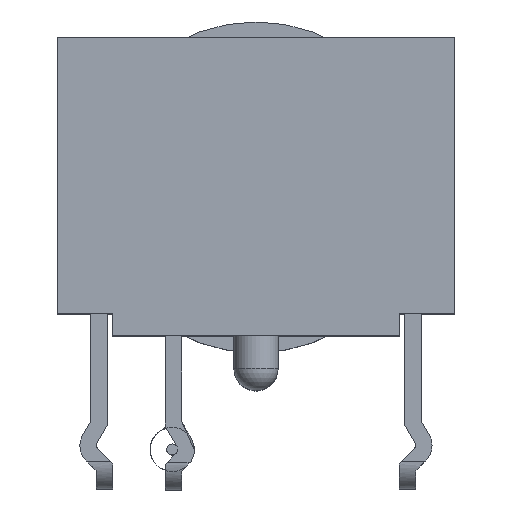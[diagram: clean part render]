
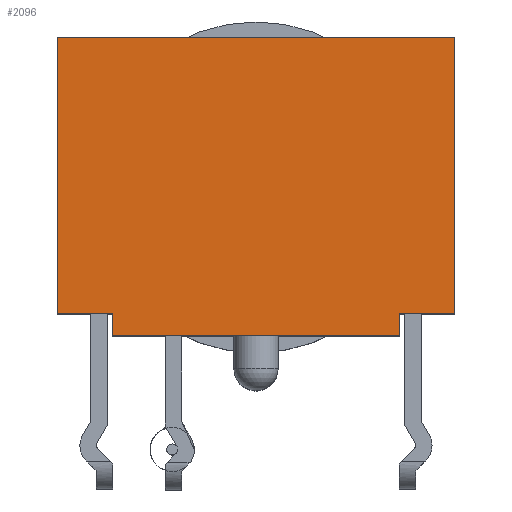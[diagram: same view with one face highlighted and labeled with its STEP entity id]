
A CAD part, top view. The second image highlights one B-rep face of the part: STEP entity #2096.
In plain terms, the highlighted planar face has unit normal (0, 0, 1).
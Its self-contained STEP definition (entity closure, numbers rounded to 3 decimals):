
#1024 = PLANE('',#1025);
#1025 = AXIS2_PLACEMENT_3D('',#1026,#1027,#1028);
#1026 = CARTESIAN_POINT('',(2.6,-2.7,14.));
#1027 = DIRECTION('',(0.,1.,0.));
#1028 = DIRECTION('',(-1.,0.,0.));
#1349 = VERTEX_POINT('',#1350);
#1350 = CARTESIAN_POINT('',(-2.6,-2.7,14.));
#1366 = PLANE('',#1367);
#1367 = AXIS2_PLACEMENT_3D('',#1368,#1369,#1370);
#1368 = CARTESIAN_POINT('',(-2.6,-2.3,14.));
#1369 = DIRECTION('',(1.,0.,0.));
#1370 = DIRECTION('',(0.,0.,-1.));
#1402 = VERTEX_POINT('',#1403);
#1403 = CARTESIAN_POINT('',(2.6,-2.7,14.));
#1417 = PLANE('',#1418);
#1418 = AXIS2_PLACEMENT_3D('',#1419,#1420,#1421);
#1419 = CARTESIAN_POINT('',(2.6,-2.3,14.));
#1420 = DIRECTION('',(-1.,0.,0.));
#1421 = DIRECTION('',(0.,-1.,0.));
#1429 = EDGE_CURVE('',#1349,#1402,#1430,.T.);
#1430 = SURFACE_CURVE('',#1431,(#1435,#1442),.PCURVE_S1.);
#1431 = LINE('',#1432,#1433);
#1432 = CARTESIAN_POINT('',(2.6,-2.7,14.));
#1433 = VECTOR('',#1434,1.);
#1434 = DIRECTION('',(1.,0.,0.));
#1435 = PCURVE('',#1024,#1436);
#1436 = DEFINITIONAL_REPRESENTATION('',(#1437),#1441);
#1437 = LINE('',#1438,#1439);
#1438 = CARTESIAN_POINT('',(0.,0.));
#1439 = VECTOR('',#1440,1.);
#1440 = DIRECTION('',(-1.,0.));
#1441 = ( GEOMETRIC_REPRESENTATION_CONTEXT(2) 
PARAMETRIC_REPRESENTATION_CONTEXT() REPRESENTATION_CONTEXT('2D SPACE',''
  ) );
#1442 = PCURVE('',#1443,#1448);
#1443 = PLANE('',#1444);
#1444 = AXIS2_PLACEMENT_3D('',#1445,#1446,#1447);
#1445 = CARTESIAN_POINT('',(0.,0.,14.));
#1446 = DIRECTION('',(0.,0.,-1.));
#1447 = DIRECTION('',(-1.,0.,0.));
#1448 = DEFINITIONAL_REPRESENTATION('',(#1449),#1453);
#1449 = LINE('',#1450,#1451);
#1450 = CARTESIAN_POINT('',(-2.6,-2.7));
#1451 = VECTOR('',#1452,1.);
#1452 = DIRECTION('',(-1.,0.));
#1453 = ( GEOMETRIC_REPRESENTATION_CONTEXT(2) 
PARAMETRIC_REPRESENTATION_CONTEXT() REPRESENTATION_CONTEXT('2D SPACE',''
  ) );
#2096 = ADVANCED_FACE('',(#2097),#1443,.F.);
#2097 = FACE_BOUND('',#2098,.T.);
#2098 = EDGE_LOOP('',(#2099,#2129,#2157,#2185,#2213,#2234,#2235,#2258));
#2099 = ORIENTED_EDGE('',*,*,#2100,.T.);
#2100 = EDGE_CURVE('',#2101,#2103,#2105,.T.);
#2101 = VERTEX_POINT('',#2102);
#2102 = CARTESIAN_POINT('',(3.6,-2.3,14.));
#2103 = VERTEX_POINT('',#2104);
#2104 = CARTESIAN_POINT('',(3.6,2.7,14.));
#2105 = SURFACE_CURVE('',#2106,(#2110,#2117),.PCURVE_S1.);
#2106 = LINE('',#2107,#2108);
#2107 = CARTESIAN_POINT('',(3.6,2.7,14.));
#2108 = VECTOR('',#2109,1.);
#2109 = DIRECTION('',(0.,1.,0.));
#2110 = PCURVE('',#1443,#2111);
#2111 = DEFINITIONAL_REPRESENTATION('',(#2112),#2116);
#2112 = LINE('',#2113,#2114);
#2113 = CARTESIAN_POINT('',(-3.6,2.7));
#2114 = VECTOR('',#2115,1.);
#2115 = DIRECTION('',(0.,1.));
#2116 = ( GEOMETRIC_REPRESENTATION_CONTEXT(2) 
PARAMETRIC_REPRESENTATION_CONTEXT() REPRESENTATION_CONTEXT('2D SPACE',''
  ) );
#2117 = PCURVE('',#2118,#2123);
#2118 = PLANE('',#2119);
#2119 = AXIS2_PLACEMENT_3D('',#2120,#2121,#2122);
#2120 = CARTESIAN_POINT('',(3.6,2.7,14.));
#2121 = DIRECTION('',(-1.,0.,0.));
#2122 = DIRECTION('',(0.,-1.,0.));
#2123 = DEFINITIONAL_REPRESENTATION('',(#2124),#2128);
#2124 = LINE('',#2125,#2126);
#2125 = CARTESIAN_POINT('',(0.,0.));
#2126 = VECTOR('',#2127,1.);
#2127 = DIRECTION('',(-1.,0.));
#2128 = ( GEOMETRIC_REPRESENTATION_CONTEXT(2) 
PARAMETRIC_REPRESENTATION_CONTEXT() REPRESENTATION_CONTEXT('2D SPACE',''
  ) );
#2129 = ORIENTED_EDGE('',*,*,#2130,.T.);
#2130 = EDGE_CURVE('',#2103,#2131,#2133,.T.);
#2131 = VERTEX_POINT('',#2132);
#2132 = CARTESIAN_POINT('',(-3.6,2.7,14.));
#2133 = SURFACE_CURVE('',#2134,(#2138,#2145),.PCURVE_S1.);
#2134 = LINE('',#2135,#2136);
#2135 = CARTESIAN_POINT('',(3.6,2.7,14.));
#2136 = VECTOR('',#2137,1.);
#2137 = DIRECTION('',(-1.,0.,0.));
#2138 = PCURVE('',#1443,#2139);
#2139 = DEFINITIONAL_REPRESENTATION('',(#2140),#2144);
#2140 = LINE('',#2141,#2142);
#2141 = CARTESIAN_POINT('',(-3.6,2.7));
#2142 = VECTOR('',#2143,1.);
#2143 = DIRECTION('',(1.,0.));
#2144 = ( GEOMETRIC_REPRESENTATION_CONTEXT(2) 
PARAMETRIC_REPRESENTATION_CONTEXT() REPRESENTATION_CONTEXT('2D SPACE',''
  ) );
#2145 = PCURVE('',#2146,#2151);
#2146 = PLANE('',#2147);
#2147 = AXIS2_PLACEMENT_3D('',#2148,#2149,#2150);
#2148 = CARTESIAN_POINT('',(3.6,2.7,14.));
#2149 = DIRECTION('',(0.,-1.,0.));
#2150 = DIRECTION('',(1.,0.,0.));
#2151 = DEFINITIONAL_REPRESENTATION('',(#2152),#2156);
#2152 = LINE('',#2153,#2154);
#2153 = CARTESIAN_POINT('',(0.,0.));
#2154 = VECTOR('',#2155,1.);
#2155 = DIRECTION('',(-1.,0.));
#2156 = ( GEOMETRIC_REPRESENTATION_CONTEXT(2) 
PARAMETRIC_REPRESENTATION_CONTEXT() REPRESENTATION_CONTEXT('2D SPACE',''
  ) );
#2157 = ORIENTED_EDGE('',*,*,#2158,.T.);
#2158 = EDGE_CURVE('',#2131,#2159,#2161,.T.);
#2159 = VERTEX_POINT('',#2160);
#2160 = CARTESIAN_POINT('',(-3.6,-2.3,14.));
#2161 = SURFACE_CURVE('',#2162,(#2166,#2173),.PCURVE_S1.);
#2162 = LINE('',#2163,#2164);
#2163 = CARTESIAN_POINT('',(-3.6,2.7,14.));
#2164 = VECTOR('',#2165,1.);
#2165 = DIRECTION('',(0.,-1.,0.));
#2166 = PCURVE('',#1443,#2167);
#2167 = DEFINITIONAL_REPRESENTATION('',(#2168),#2172);
#2168 = LINE('',#2169,#2170);
#2169 = CARTESIAN_POINT('',(3.6,2.7));
#2170 = VECTOR('',#2171,1.);
#2171 = DIRECTION('',(-0.,-1.));
#2172 = ( GEOMETRIC_REPRESENTATION_CONTEXT(2) 
PARAMETRIC_REPRESENTATION_CONTEXT() REPRESENTATION_CONTEXT('2D SPACE',''
  ) );
#2173 = PCURVE('',#2174,#2179);
#2174 = PLANE('',#2175);
#2175 = AXIS2_PLACEMENT_3D('',#2176,#2177,#2178);
#2176 = CARTESIAN_POINT('',(-3.6,2.7,14.));
#2177 = DIRECTION('',(1.,0.,0.));
#2178 = DIRECTION('',(0.,0.,-1.));
#2179 = DEFINITIONAL_REPRESENTATION('',(#2180),#2184);
#2180 = LINE('',#2181,#2182);
#2181 = CARTESIAN_POINT('',(0.,0.));
#2182 = VECTOR('',#2183,1.);
#2183 = DIRECTION('',(-0.,-1.));
#2184 = ( GEOMETRIC_REPRESENTATION_CONTEXT(2) 
PARAMETRIC_REPRESENTATION_CONTEXT() REPRESENTATION_CONTEXT('2D SPACE',''
  ) );
#2185 = ORIENTED_EDGE('',*,*,#2186,.T.);
#2186 = EDGE_CURVE('',#2159,#2187,#2189,.T.);
#2187 = VERTEX_POINT('',#2188);
#2188 = CARTESIAN_POINT('',(-2.6,-2.3,14.));
#2189 = SURFACE_CURVE('',#2190,(#2194,#2201),.PCURVE_S1.);
#2190 = LINE('',#2191,#2192);
#2191 = CARTESIAN_POINT('',(-3.6,-2.3,14.));
#2192 = VECTOR('',#2193,1.);
#2193 = DIRECTION('',(1.,0.,0.));
#2194 = PCURVE('',#1443,#2195);
#2195 = DEFINITIONAL_REPRESENTATION('',(#2196),#2200);
#2196 = LINE('',#2197,#2198);
#2197 = CARTESIAN_POINT('',(3.6,-2.3));
#2198 = VECTOR('',#2199,1.);
#2199 = DIRECTION('',(-1.,0.));
#2200 = ( GEOMETRIC_REPRESENTATION_CONTEXT(2) 
PARAMETRIC_REPRESENTATION_CONTEXT() REPRESENTATION_CONTEXT('2D SPACE',''
  ) );
#2201 = PCURVE('',#2202,#2207);
#2202 = PLANE('',#2203);
#2203 = AXIS2_PLACEMENT_3D('',#2204,#2205,#2206);
#2204 = CARTESIAN_POINT('',(-3.6,-2.3,14.));
#2205 = DIRECTION('',(0.,1.,0.));
#2206 = DIRECTION('',(0.,0.,1.));
#2207 = DEFINITIONAL_REPRESENTATION('',(#2208),#2212);
#2208 = LINE('',#2209,#2210);
#2209 = CARTESIAN_POINT('',(0.,0.));
#2210 = VECTOR('',#2211,1.);
#2211 = DIRECTION('',(0.,1.));
#2212 = ( GEOMETRIC_REPRESENTATION_CONTEXT(2) 
PARAMETRIC_REPRESENTATION_CONTEXT() REPRESENTATION_CONTEXT('2D SPACE',''
  ) );
#2213 = ORIENTED_EDGE('',*,*,#2214,.T.);
#2214 = EDGE_CURVE('',#2187,#1349,#2215,.T.);
#2215 = SURFACE_CURVE('',#2216,(#2220,#2227),.PCURVE_S1.);
#2216 = LINE('',#2217,#2218);
#2217 = CARTESIAN_POINT('',(-2.6,-2.3,14.));
#2218 = VECTOR('',#2219,1.);
#2219 = DIRECTION('',(0.,-1.,0.));
#2220 = PCURVE('',#1443,#2221);
#2221 = DEFINITIONAL_REPRESENTATION('',(#2222),#2226);
#2222 = LINE('',#2223,#2224);
#2223 = CARTESIAN_POINT('',(2.6,-2.3));
#2224 = VECTOR('',#2225,1.);
#2225 = DIRECTION('',(-0.,-1.));
#2226 = ( GEOMETRIC_REPRESENTATION_CONTEXT(2) 
PARAMETRIC_REPRESENTATION_CONTEXT() REPRESENTATION_CONTEXT('2D SPACE',''
  ) );
#2227 = PCURVE('',#1366,#2228);
#2228 = DEFINITIONAL_REPRESENTATION('',(#2229),#2233);
#2229 = LINE('',#2230,#2231);
#2230 = CARTESIAN_POINT('',(0.,0.));
#2231 = VECTOR('',#2232,1.);
#2232 = DIRECTION('',(-0.,-1.));
#2233 = ( GEOMETRIC_REPRESENTATION_CONTEXT(2) 
PARAMETRIC_REPRESENTATION_CONTEXT() REPRESENTATION_CONTEXT('2D SPACE',''
  ) );
#2234 = ORIENTED_EDGE('',*,*,#1429,.T.);
#2235 = ORIENTED_EDGE('',*,*,#2236,.T.);
#2236 = EDGE_CURVE('',#1402,#2237,#2239,.T.);
#2237 = VERTEX_POINT('',#2238);
#2238 = CARTESIAN_POINT('',(2.6,-2.3,14.));
#2239 = SURFACE_CURVE('',#2240,(#2244,#2251),.PCURVE_S1.);
#2240 = LINE('',#2241,#2242);
#2241 = CARTESIAN_POINT('',(2.6,-2.3,14.));
#2242 = VECTOR('',#2243,1.);
#2243 = DIRECTION('',(0.,1.,0.));
#2244 = PCURVE('',#1443,#2245);
#2245 = DEFINITIONAL_REPRESENTATION('',(#2246),#2250);
#2246 = LINE('',#2247,#2248);
#2247 = CARTESIAN_POINT('',(-2.6,-2.3));
#2248 = VECTOR('',#2249,1.);
#2249 = DIRECTION('',(0.,1.));
#2250 = ( GEOMETRIC_REPRESENTATION_CONTEXT(2) 
PARAMETRIC_REPRESENTATION_CONTEXT() REPRESENTATION_CONTEXT('2D SPACE',''
  ) );
#2251 = PCURVE('',#1417,#2252);
#2252 = DEFINITIONAL_REPRESENTATION('',(#2253),#2257);
#2253 = LINE('',#2254,#2255);
#2254 = CARTESIAN_POINT('',(0.,0.));
#2255 = VECTOR('',#2256,1.);
#2256 = DIRECTION('',(-1.,0.));
#2257 = ( GEOMETRIC_REPRESENTATION_CONTEXT(2) 
PARAMETRIC_REPRESENTATION_CONTEXT() REPRESENTATION_CONTEXT('2D SPACE',''
  ) );
#2258 = ORIENTED_EDGE('',*,*,#2259,.T.);
#2259 = EDGE_CURVE('',#2237,#2101,#2260,.T.);
#2260 = SURFACE_CURVE('',#2261,(#2265,#2272),.PCURVE_S1.);
#2261 = LINE('',#2262,#2263);
#2262 = CARTESIAN_POINT('',(3.6,-2.3,14.));
#2263 = VECTOR('',#2264,1.);
#2264 = DIRECTION('',(1.,0.,0.));
#2265 = PCURVE('',#1443,#2266);
#2266 = DEFINITIONAL_REPRESENTATION('',(#2267),#2271);
#2267 = LINE('',#2268,#2269);
#2268 = CARTESIAN_POINT('',(-3.6,-2.3));
#2269 = VECTOR('',#2270,1.);
#2270 = DIRECTION('',(-1.,0.));
#2271 = ( GEOMETRIC_REPRESENTATION_CONTEXT(2) 
PARAMETRIC_REPRESENTATION_CONTEXT() REPRESENTATION_CONTEXT('2D SPACE',''
  ) );
#2272 = PCURVE('',#2273,#2278);
#2273 = PLANE('',#2274);
#2274 = AXIS2_PLACEMENT_3D('',#2275,#2276,#2277);
#2275 = CARTESIAN_POINT('',(3.6,-2.3,14.));
#2276 = DIRECTION('',(0.,1.,0.));
#2277 = DIRECTION('',(-1.,0.,0.));
#2278 = DEFINITIONAL_REPRESENTATION('',(#2279),#2283);
#2279 = LINE('',#2280,#2281);
#2280 = CARTESIAN_POINT('',(0.,0.));
#2281 = VECTOR('',#2282,1.);
#2282 = DIRECTION('',(-1.,0.));
#2283 = ( GEOMETRIC_REPRESENTATION_CONTEXT(2) 
PARAMETRIC_REPRESENTATION_CONTEXT() REPRESENTATION_CONTEXT('2D SPACE',''
  ) );
